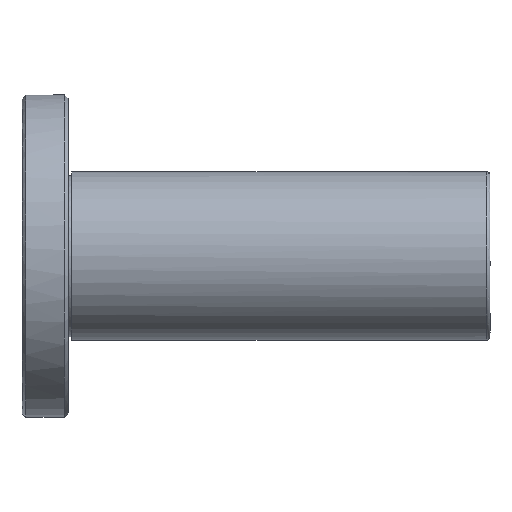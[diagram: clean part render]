
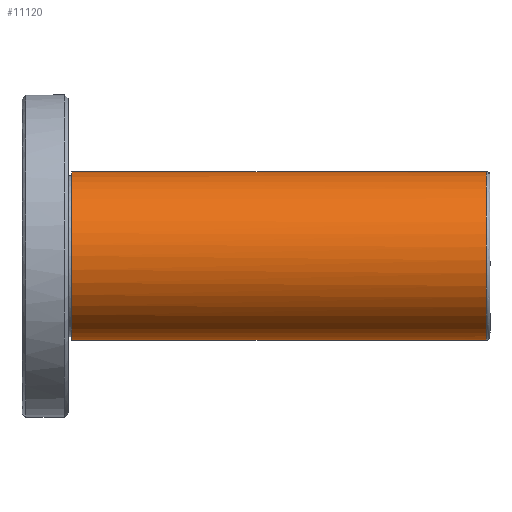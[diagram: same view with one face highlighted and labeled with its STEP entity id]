
A CAD part, front view. The second image highlights one B-rep face of the part: STEP entity #11120.
In plain terms, the highlighted free-form (B-spline) face has degree [3, 1] with [7, 2] control points.
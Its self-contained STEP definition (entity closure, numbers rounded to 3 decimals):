
#10250 = CARTESIAN_POINT ('', (6.5, -11., 0.));
#10260 = VERTEX_POINT ('', #10250);
#10270 = CARTESIAN_POINT ('', (6.5, 0., -11.));
#10280 = VERTEX_POINT ('', #10270);
#10290 = CARTESIAN_POINT ('', (6.5, -11., 0.));
#10300 = CARTESIAN_POINT ('', (6.5, -11., -7.333));
#10310 = CARTESIAN_POINT ('', (6.5, -5.5, -11.));
#10320 = CARTESIAN_POINT ('', (6.5, 0., -11.));
#10330 = (
   BOUNDED_CURVE ()
   B_SPLINE_CURVE (3, (#10290, #10300, #10310, #10320), .UNSPECIFIED., .F., .U.)
   B_SPLINE_CURVE_WITH_KNOTS ((4, 4), (0., 1.), .UNSPECIFIED.)
   CURVE ()
   GEOMETRIC_REPRESENTATION_ITEM ()
   RATIONAL_B_SPLINE_CURVE ((0.5, 0.5, 0.667, 1.))
   REPRESENTATION_ITEM ('')
);
#10340 = EDGE_CURVE ('', #10260, #10280, #10330, .T.);
#10360 = CARTESIAN_POINT ('', (6.5, 11., 0.));
#10370 = VERTEX_POINT ('', #10360);
#10380 = CARTESIAN_POINT ('', (6.5, 11., 0.));
#10390 = CARTESIAN_POINT ('', (6.5, 11., 7.333));
#10400 = CARTESIAN_POINT ('', (6.5, 5.5, 11.));
#10410 = CARTESIAN_POINT ('', (6.5, 0., 11.));
#10420 = CARTESIAN_POINT ('', (6.5, -5.5, 11.));
#10430 = CARTESIAN_POINT ('', (6.5, -11., 7.333));
#10440 = CARTESIAN_POINT ('', (6.5, -11., 0.));
#10450 = (
   BOUNDED_CURVE ()
   B_SPLINE_CURVE (3, (#10380, #10390, #10400, #10410, #10420, #10430, #10440), .UNSPECIFIED., .F., .U.)
   B_SPLINE_CURVE_WITH_KNOTS ((4, 3, 4), (0., 0.5, 1.), .UNSPECIFIED.)
   CURVE ()
   GEOMETRIC_REPRESENTATION_ITEM ()
   RATIONAL_B_SPLINE_CURVE ((0.5, 0.5, 0.667, 1., 0.667, 0.5, 0.5))
   REPRESENTATION_ITEM ('')
);
#10460 = EDGE_CURVE ('', #10370, #10260, #10450, .T.);
#10480 = CARTESIAN_POINT ('', (6.5, 0., -11.));
#10490 = CARTESIAN_POINT ('', (6.5, 5.5, -11.));
#10500 = CARTESIAN_POINT ('', (6.5, 11., -7.333));
#10510 = CARTESIAN_POINT ('', (6.5, 11., 0.));
#10520 = (
   BOUNDED_CURVE ()
   B_SPLINE_CURVE (3, (#10480, #10490, #10500, #10510), .UNSPECIFIED., .F., .U.)
   B_SPLINE_CURVE_WITH_KNOTS ((4, 4), (0., 1.), .UNSPECIFIED.)
   CURVE ()
   GEOMETRIC_REPRESENTATION_ITEM ()
   RATIONAL_B_SPLINE_CURVE ((1., 0.667, 0.5, 0.5))
   REPRESENTATION_ITEM ('')
);
#10530 = EDGE_CURVE ('', #10280, #10370, #10520, .T.);
#10680 = CARTESIAN_POINT ('', (60.5, 0., -11.));
#10690 = VERTEX_POINT ('', #10680);
#10700 = CARTESIAN_POINT ('', (60.5, 0., 11.));
#10710 = VERTEX_POINT ('', #10700);
#10720 = CARTESIAN_POINT ('', (60.5, 0., -11.));
#10730 = CARTESIAN_POINT ('', (60.5, 22., -11.));
#10740 = CARTESIAN_POINT ('', (60.5, 22., 11.));
#10750 = CARTESIAN_POINT ('', (60.5, 0., 11.));
#10760 = (
   BOUNDED_CURVE ()
   B_SPLINE_CURVE (3, (#10720, #10730, #10740, #10750), .UNSPECIFIED., .F., .U.)
   B_SPLINE_CURVE_WITH_KNOTS ((4, 4), (0., 1.), .UNSPECIFIED.)
   CURVE ()
   GEOMETRIC_REPRESENTATION_ITEM ()
   RATIONAL_B_SPLINE_CURVE ((0.957, 0.319, 0.319, 0.957))
   REPRESENTATION_ITEM ('')
);
#10770 = EDGE_CURVE ('', #10690, #10710, #10760, .T.);
#10780 = ORIENTED_EDGE ('', *, *, #10770, .F.);
#10790 = CARTESIAN_POINT ('', (60.5, 0., -11.));
#10800 = CARTESIAN_POINT ('', (6.5, 0., -11.));
#10810 = B_SPLINE_CURVE_WITH_KNOTS ('', 1, (#10790, #10800), .UNSPECIFIED., .F., .U., (2, 2), (0., 1.), .UNSPECIFIED.);
#10820 = EDGE_CURVE ('', #10690, #10280, #10810, .T.);
#10830 = ORIENTED_EDGE ('', *, *, #10820, .T.);
#10840 = ORIENTED_EDGE ('', *, *, #10530, .T.);
#10850 = ORIENTED_EDGE ('', *, *, #10460, .T.);
#10860 = ORIENTED_EDGE ('', *, *, #10340, .T.);
#10870 = ORIENTED_EDGE ('', *, *, #10820, .F.);
#10880 = CARTESIAN_POINT ('', (60.5, 0., 11.));
#10890 = CARTESIAN_POINT ('', (60.5, -22., 11.));
#10900 = CARTESIAN_POINT ('', (60.5, -22., -11.));
#10910 = CARTESIAN_POINT ('', (60.5, 0., -11.));
#10920 = (
   BOUNDED_CURVE ()
   B_SPLINE_CURVE (3, (#10880, #10890, #10900, #10910), .UNSPECIFIED., .F., .U.)
   B_SPLINE_CURVE_WITH_KNOTS ((4, 4), (0., 1.), .UNSPECIFIED.)
   CURVE ()
   GEOMETRIC_REPRESENTATION_ITEM ()
   RATIONAL_B_SPLINE_CURVE ((0.957, 0.319, 0.319, 0.957))
   REPRESENTATION_ITEM ('')
);
#10930 = EDGE_CURVE ('', #10710, #10690, #10920, .T.);
#10940 = ORIENTED_EDGE ('', *, *, #10930, .F.);
#10950 = EDGE_LOOP ('', (#10780, #10830, #10840, #10850, #10860, #10870, #10940));
#10960 = FACE_OUTER_BOUND ('', #10950, .T.);
#10970 = CARTESIAN_POINT ('', (1.1, 0., -11.));
#10980 = CARTESIAN_POINT ('', (65.9, 0., -11.));
#10990 = CARTESIAN_POINT ('', (1.1, 22., -11.));
#11000 = CARTESIAN_POINT ('', (65.9, 22., -11.));
#11010 = CARTESIAN_POINT ('', (1.1, 22., 11.));
#11020 = CARTESIAN_POINT ('', (65.9, 22., 11.));
#11030 = CARTESIAN_POINT ('', (1.1, 0., 11.));
#11040 = CARTESIAN_POINT ('', (65.9, 0., 11.));
#11050 = CARTESIAN_POINT ('', (1.1, -22., 11.));
#11060 = CARTESIAN_POINT ('', (65.9, -22., 11.));
#11070 = CARTESIAN_POINT ('', (1.1, -22., -11.));
#11080 = CARTESIAN_POINT ('', (65.9, -22., -11.));
#11090 = CARTESIAN_POINT ('', (1.1, 0., -11.));
#11100 = CARTESIAN_POINT ('', (65.9, 0., -11.));
#11110 = (
   BOUNDED_SURFACE ()
   B_SPLINE_SURFACE (3, 1, ((#10970, #10980), (#10990, #11000), (#11010, #11020), (#11030, #11040), (#11050, #11060), (#11070, #11080), (#11090, #11100)), .UNSPECIFIED., .T., .F., .U.)
   B_SPLINE_SURFACE_WITH_KNOTS ((4, 3, 4), (2, 2), (0., 0.5, 1.), (0., 1.), .UNSPECIFIED.)
   SURFACE ()
   GEOMETRIC_REPRESENTATION_ITEM ()
   RATIONAL_B_SPLINE_SURFACE (((1., 1.), (0.333, 0.333), (0.333, 0.333), (1., 1.), (0.333, 0.333), (0.333, 0.333), (1., 1.)))
   REPRESENTATION_ITEM ('')
);
#11120 = ADVANCED_FACE ('', (#10960), #11110, .T.);
